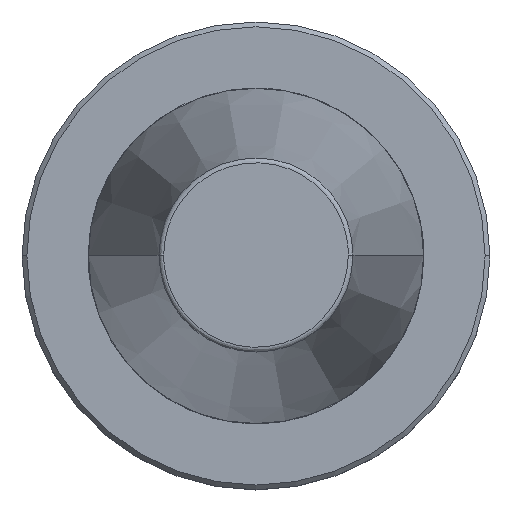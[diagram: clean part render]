
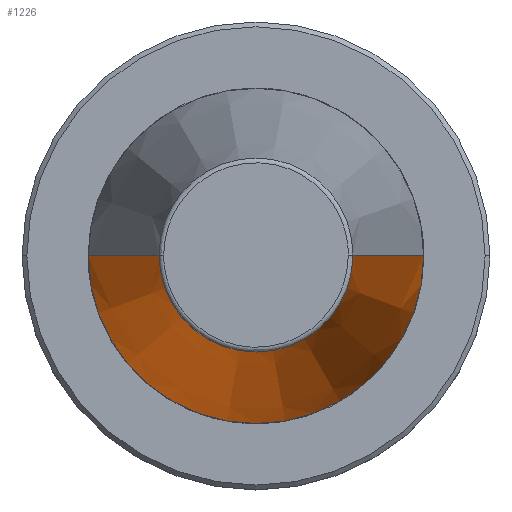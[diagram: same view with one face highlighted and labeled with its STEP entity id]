
A CAD part, top view. The second image highlights one B-rep face of the part: STEP entity #1226.
In plain terms, the highlighted conical face has half-angle 8.297 degrees and reference radius 34.925 mm.
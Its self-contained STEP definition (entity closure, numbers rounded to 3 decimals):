
#86 = CARTESIAN_POINT ( 'NONE',  ( 34.925, 0., 0. ) ) ;
#119 = VERTEX_POINT ( 'NONE', #1498 ) ;
#127 = AXIS2_PLACEMENT_3D ( 'NONE', #1455, #1448, #1445 ) ;
#141 = ORIENTED_EDGE ( 'NONE', *, *, #1291, .T. ) ;
#210 = CARTESIAN_POINT ( 'NONE',  ( 34.925, 0., 0. ) ) ;
#221 = DIRECTION ( 'NONE',  ( 0.144, 0., -0.99 ) ) ;
#257 = VECTOR ( 'NONE', #221, 1000. ) ;
#296 = ORIENTED_EDGE ( 'NONE', *, *, #976, .T. ) ;
#364 = EDGE_LOOP ( 'NONE', ( #988, #296, #141, #747 ) ) ;
#378 = VERTEX_POINT ( 'NONE', #1421 ) ;
#415 = EDGE_CURVE ( 'NONE', #119, #1354, #1266, .T. ) ;
#547 = CIRCLE ( 'NONE', #127, 20.211 ) ;
#558 = VERTEX_POINT ( 'NONE', #1334 ) ;
#747 = ORIENTED_EDGE ( 'NONE', *, *, #415, .T. ) ;
#750 = EDGE_CURVE ( 'NONE', #558, #1354, #902, .T. ) ;
#775 = DIRECTION ( 'NONE',  ( -0.144, 0., -0.99 ) ) ;
#799 = FACE_OUTER_BOUND ( 'NONE', #364, .T. ) ;
#902 = LINE ( 'NONE', #210, #257 ) ;
#970 = DIRECTION ( 'NONE',  ( 0., 0., 1. ) ) ;
#976 = EDGE_CURVE ( 'NONE', #558, #378, #547, .T. ) ;
#988 = ORIENTED_EDGE ( 'NONE', *, *, #750, .F. ) ;
#1070 = VECTOR ( 'NONE', #775, 1000. ) ;
#1079 = CARTESIAN_POINT ( 'NONE',  ( 0., 0., 0. ) ) ;
#1103 = AXIS2_PLACEMENT_3D ( 'NONE', #1145, #1297, #1289 ) ;
#1145 = CARTESIAN_POINT ( 'NONE',  ( 0., 0., 0. ) ) ;
#1150 = CONICAL_SURFACE ( 'NONE', #1103, 34.925, 0.145 ) ;
#1226 = ADVANCED_FACE ( 'NONE', ( #799 ), #1150, .T. ) ;
#1266 = CIRCLE ( 'NONE', #1509, 34.925 ) ;
#1282 = CARTESIAN_POINT ( 'NONE',  ( -34.925, 0., 0. ) ) ;
#1289 = DIRECTION ( 'NONE',  ( -1., 0., 0. ) ) ;
#1291 = EDGE_CURVE ( 'NONE', #378, #119, #1393, .T. ) ;
#1297 = DIRECTION ( 'NONE',  ( 0., 0., -1. ) ) ;
#1334 = CARTESIAN_POINT ( 'NONE',  ( 20.211, 0., 100.894 ) ) ;
#1354 = VERTEX_POINT ( 'NONE', #86 ) ;
#1393 = LINE ( 'NONE', #1282, #1070 ) ;
#1421 = CARTESIAN_POINT ( 'NONE',  ( -20.211, 0., 100.894 ) ) ;
#1433 = DIRECTION ( 'NONE',  ( -1., 0., 0. ) ) ;
#1445 = DIRECTION ( 'NONE',  ( -1., 0., 0. ) ) ;
#1448 = DIRECTION ( 'NONE',  ( 0., 0., -1. ) ) ;
#1455 = CARTESIAN_POINT ( 'NONE',  ( 0., 0., 100.894 ) ) ;
#1498 = CARTESIAN_POINT ( 'NONE',  ( -34.925, 0., 0. ) ) ;
#1509 = AXIS2_PLACEMENT_3D ( 'NONE', #1079, #970, #1433 ) ;
